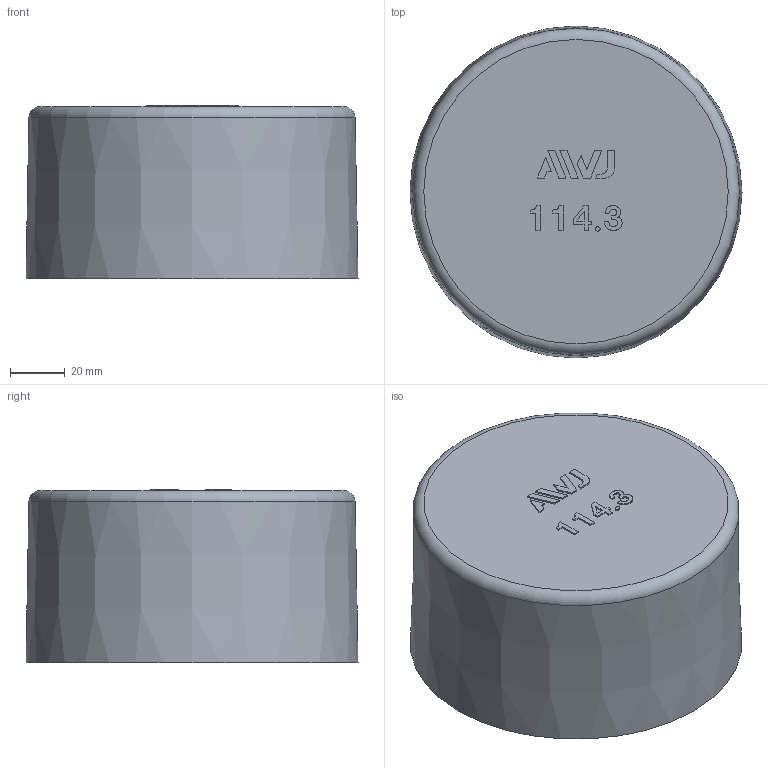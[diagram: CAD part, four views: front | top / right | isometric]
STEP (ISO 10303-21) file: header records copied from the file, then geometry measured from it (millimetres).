
FILE_DESCRIPTION( ( 'STEP AP203' ), '1' );
FILE_NAME( '100A.step', '2022-07-25T05:31:42', ( ' ' ), ( ' ' ), 'XStep 1.0', ' ', ' ' );
FILE_SCHEMA( ( 'CONFIG_CONTROL_DESIGN' ) );
Length unit declared in the file: millimetre
Products named in the file (1): 1
Bounding box: 121.35 x 121.35 x 63.5 mm (x, y, z)
Volume: 98796.1 mm3; surface area: 67062.5 mm2
Topology: 1 solids, 1 shells, 83 faces, 205 edges, 136 vertices
Faces by surface type: plane 69, extrusion 8, torus 2, cone 2, cylinder 2
Entity records: 2592 total; most frequent: CARTESIAN_POINT 728, ORIENTED_EDGE 400, DIRECTION 296, EDGE_CURVE 200, VERTEX_POINT 136, VECTOR 124, LINE 116, EDGE_LOOP 100
